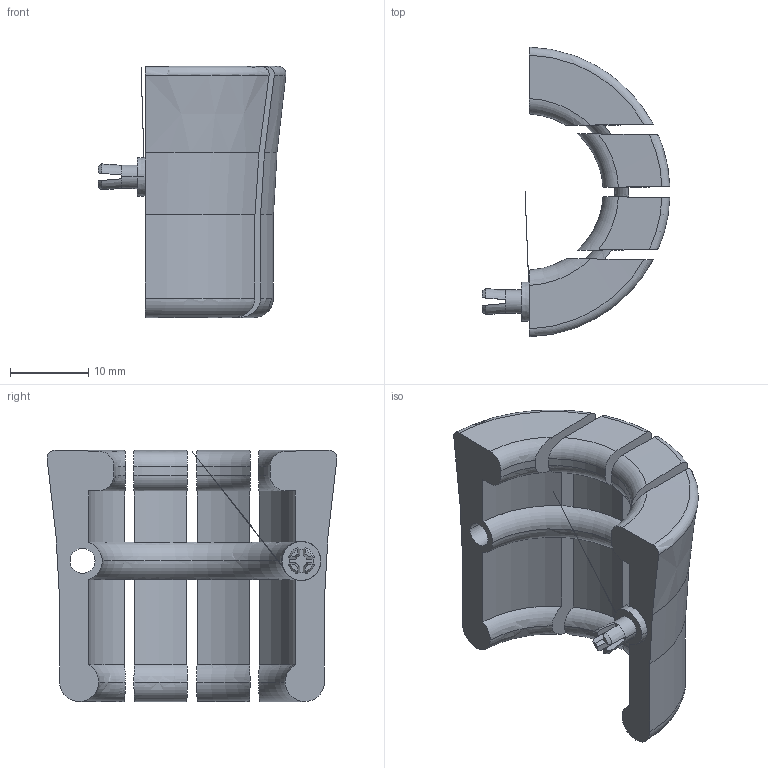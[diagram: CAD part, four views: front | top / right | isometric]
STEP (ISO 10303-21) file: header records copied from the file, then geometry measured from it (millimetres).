
FILE_DESCRIPTION (( 'STEP AP214' ), '1' );
FILE_NAME ('Spannhuelse_Haelfte.STEP', '2013-02-28T02:34:12', ( 'Annett' ), ( '' ), 'SwSTEP 2.0', 'SolidWorks 2013', '' );
FILE_SCHEMA (( 'AUTOMOTIVE_DESIGN' ));
Length unit declared in the file: millimetre
Products named in the file (1): Spannhuelse_Haelfte
Bounding box: 24.02 x 37.07 x 32.13 mm (x, y, z)
Volume: 6299.8 mm3; surface area: 4752.7 mm2
Topology: 1 solids, 1 shells, 101 faces, 279 edges, 182 vertices
Faces by surface type: torus 26, cone 26, cylinder 25, plane 24
Entity records: 4036 total; most frequent: CARTESIAN_POINT 1549, ORIENTED_EDGE 558, DIRECTION 472, EDGE_CURVE 279, AXIS2_PLACEMENT_3D 205, VERTEX_POINT 182, B_SPLINE_CURVE_WITH_KNOTS 114, EDGE_LOOP 105
